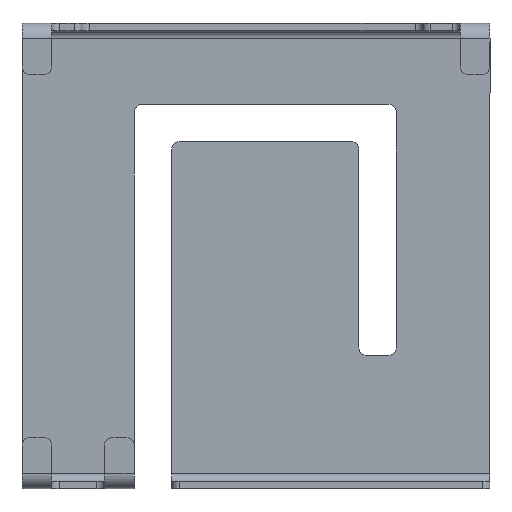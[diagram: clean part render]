
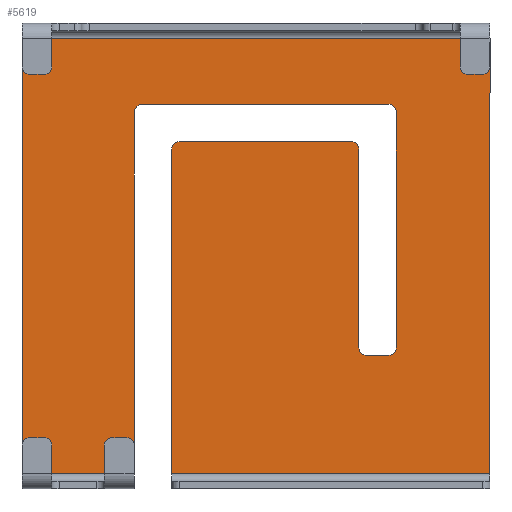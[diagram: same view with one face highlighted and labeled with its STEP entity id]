
A CAD part, front view. The second image highlights one B-rep face of the part: STEP entity #5619.
In plain terms, the highlighted planar face has unit normal (0, -1, 0).
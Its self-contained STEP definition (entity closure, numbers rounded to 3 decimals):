
#223 = VERTEX_POINT ( 'NONE', #16629 ) ;
#306 = ORIENTED_EDGE ( 'NONE', *, *, #4092, .F. ) ;
#325 = LINE ( 'NONE', #9503, #5510 ) ;
#395 = CARTESIAN_POINT ( 'NONE',  ( -2.25, 3.129, 2.85 ) ) ;
#415 = DIRECTION ( 'NONE',  ( 0., -1., 0. ) ) ;
#559 = CARTESIAN_POINT ( 'NONE',  ( -2.25, 3.129, -5.814 ) ) ;
#728 = EDGE_CURVE ( 'NONE', #2662, #9984, #778, .T. ) ;
#775 = EDGE_CURVE ( 'NONE', #10027, #7378, #10843, .T. ) ;
#778 = CIRCLE ( 'NONE', #3284, 0.2 ) ;
#785 = EDGE_LOOP ( 'NONE', ( #1453, #12220, #14839, #11803, #3427, #1954, #6454, #16651, #9657, #12251, #5056, #306, #7135, #13242, #14199, #1966, #10006, #6084 ) ) ;
#923 = VERTEX_POINT ( 'NONE', #15954 ) ;
#995 = VERTEX_POINT ( 'NONE', #13423 ) ;
#1095 = CARTESIAN_POINT ( 'NONE',  ( -2.25, 3.129, 2.85 ) ) ;
#1101 = CARTESIAN_POINT ( 'NONE',  ( -2.05, 3.129, 3.05 ) ) ;
#1366 = CARTESIAN_POINT ( 'NONE',  ( -2.05, 3.129, 2.85 ) ) ;
#1453 = ORIENTED_EDGE ( 'NONE', *, *, #5900, .F. ) ;
#1591 = CARTESIAN_POINT ( 'NONE',  ( 3.55, 3.129, -2.65 ) ) ;
#1727 = EDGE_CURVE ( 'NONE', #13134, #2662, #9555, .T. ) ;
#1772 = LINE ( 'NONE', #7087, #7612 ) ;
#1954 = ORIENTED_EDGE ( 'NONE', *, *, #775, .F. ) ;
#1966 = ORIENTED_EDGE ( 'NONE', *, *, #4037, .F. ) ;
#1994 = CARTESIAN_POINT ( 'NONE',  ( 6.25, 3.129, -6.75 ) ) ;
#2511 = EDGE_CURVE ( 'NONE', #5483, #923, #3278, .T. ) ;
#2662 = VERTEX_POINT ( 'NONE', #7379 ) ;
#2701 = CARTESIAN_POINT ( 'NONE',  ( -4.25, 3.129, -5.814 ) ) ;
#2767 = CARTESIAN_POINT ( 'NONE',  ( 2.55, 3.129, 2.85 ) ) ;
#2775 = VECTOR ( 'NONE', #8302, 1000. ) ;
#2846 = DIRECTION ( 'NONE',  ( 0., -1., 0. ) ) ;
#3186 = LINE ( 'NONE', #7022, #8988 ) ;
#3266 = DIRECTION ( 'NONE',  ( -1., 0., 0. ) ) ;
#3278 = CIRCLE ( 'NONE', #12218, 0.2 ) ;
#3284 = AXIS2_PLACEMENT_3D ( 'NONE', #10025, #4495, #8443 ) ;
#3427 = ORIENTED_EDGE ( 'NONE', *, *, #6904, .F. ) ;
#3475 = EDGE_CURVE ( 'NONE', #4009, #4947, #13616, .T. ) ;
#3797 = EDGE_CURVE ( 'NONE', #223, #11852, #325, .T. ) ;
#4009 = VERTEX_POINT ( 'NONE', #14653 ) ;
#4023 = LINE ( 'NONE', #13290, #5369 ) ;
#4037 = EDGE_CURVE ( 'NONE', #12555, #8690, #7481, .T. ) ;
#4092 = EDGE_CURVE ( 'NONE', #7210, #4462, #6639, .T. ) ;
#4142 = DIRECTION ( 'NONE',  ( 1., 0., 0. ) ) ;
#4177 = DIRECTION ( 'NONE',  ( -1., 0., 0. ) ) ;
#4197 = LINE ( 'NONE', #10697, #2775 ) ;
#4304 = PLANE ( 'NONE',  #16158 ) ;
#4349 = DIRECTION ( 'NONE',  ( 1., 0., 0. ) ) ;
#4389 = AXIS2_PLACEMENT_3D ( 'NONE', #15352, #415, #15437 ) ;
#4462 = VERTEX_POINT ( 'NONE', #7058 ) ;
#4495 = DIRECTION ( 'NONE',  ( 0., -1., 0. ) ) ;
#4914 = CARTESIAN_POINT ( 'NONE',  ( -4.25, 3.129, 5.814 ) ) ;
#4947 = VERTEX_POINT ( 'NONE', #559 ) ;
#5034 = VECTOR ( 'NONE', #10375, 1000. ) ;
#5056 = ORIENTED_EDGE ( 'NONE', *, *, #13749, .F. ) ;
#5082 = DIRECTION ( 'NONE',  ( 0., -1., 0. ) ) ;
#5369 = VECTOR ( 'NONE', #4349, 1000. ) ;
#5482 = LINE ( 'NONE', #10849, #6797 ) ;
#5483 = VERTEX_POINT ( 'NONE', #7388 ) ;
#5510 = VECTOR ( 'NONE', #12213, 1000. ) ;
#5619 = ADVANCED_FACE ( 'NONE', ( #7109 ), #4304, .F. ) ;
#5621 = EDGE_CURVE ( 'NONE', #4947, #12555, #12366, .T. ) ;
#5705 = EDGE_CURVE ( 'NONE', #8690, #5483, #15300, .T. ) ;
#5900 = EDGE_CURVE ( 'NONE', #995, #4009, #13973, .T. ) ;
#6084 = ORIENTED_EDGE ( 'NONE', *, *, #3475, .F. ) ;
#6288 = CARTESIAN_POINT ( 'NONE',  ( 2.75, 3.129, -2.45 ) ) ;
#6396 = CARTESIAN_POINT ( 'NONE',  ( 3.55, 3.129, -2.45 ) ) ;
#6413 = LINE ( 'NONE', #4914, #5034 ) ;
#6454 = ORIENTED_EDGE ( 'NONE', *, *, #15776, .F. ) ;
#6639 = CIRCLE ( 'NONE', #7764, 0.2 ) ;
#6797 = VECTOR ( 'NONE', #4177, 1000. ) ;
#6904 = EDGE_CURVE ( 'NONE', #7378, #16244, #4197, .T. ) ;
#6995 = DIRECTION ( 'NONE',  ( 1., 0., 0. ) ) ;
#7022 = CARTESIAN_POINT ( 'NONE',  ( -4.25, 3.129, -5.814 ) ) ;
#7023 = DIRECTION ( 'NONE',  ( 0., 0., 1. ) ) ;
#7058 = CARTESIAN_POINT ( 'NONE',  ( 2.95, 3.129, -2.65 ) ) ;
#7087 = CARTESIAN_POINT ( 'NONE',  ( 2.75, 3.129, -2.45 ) ) ;
#7109 = FACE_OUTER_BOUND ( 'NONE', #785, .T. ) ;
#7135 = ORIENTED_EDGE ( 'NONE', *, *, #13514, .F. ) ;
#7210 = VERTEX_POINT ( 'NONE', #6288 ) ;
#7257 = CARTESIAN_POINT ( 'NONE',  ( 2.55, 3.129, 3.05 ) ) ;
#7378 = VERTEX_POINT ( 'NONE', #12398 ) ;
#7379 = CARTESIAN_POINT ( 'NONE',  ( 3.75, 3.129, 3.85 ) ) ;
#7388 = CARTESIAN_POINT ( 'NONE',  ( 2.55, 3.129, 3.05 ) ) ;
#7481 = CIRCLE ( 'NONE', #17246, 0.2 ) ;
#7612 = VECTOR ( 'NONE', #12426, 1000. ) ;
#7714 = DIRECTION ( 'NONE',  ( -1., 0., 0. ) ) ;
#7764 = AXIS2_PLACEMENT_3D ( 'NONE', #13507, #2846, #4142 ) ;
#7795 = VECTOR ( 'NONE', #16495, 1000. ) ;
#8087 = DIRECTION ( 'NONE',  ( 0., 1., 0. ) ) ;
#8234 = CARTESIAN_POINT ( 'NONE',  ( 3.75, 3.129, 3.85 ) ) ;
#8302 = DIRECTION ( 'NONE',  ( 0., 0., -1. ) ) ;
#8443 = DIRECTION ( 'NONE',  ( -1., 0., 0. ) ) ;
#8690 = VERTEX_POINT ( 'NONE', #1101 ) ;
#8692 = EDGE_CURVE ( 'NONE', #995, #11852, #6413, .T. ) ;
#8988 = VECTOR ( 'NONE', #3266, 1000. ) ;
#9000 = CARTESIAN_POINT ( 'NONE',  ( -3.05, 3.129, 4.05 ) ) ;
#9156 = VECTOR ( 'NONE', #9470, 1000. ) ;
#9390 = CARTESIAN_POINT ( 'NONE',  ( -6.25, 3.129, 5.814 ) ) ;
#9442 = CARTESIAN_POINT ( 'NONE',  ( 3.75, 3.129, -2.45 ) ) ;
#9470 = DIRECTION ( 'NONE',  ( 0., 0., 1. ) ) ;
#9503 = CARTESIAN_POINT ( 'NONE',  ( -6.25, 3.129, 10.05 ) ) ;
#9555 = LINE ( 'NONE', #8234, #9156 ) ;
#9649 = DIRECTION ( 'NONE',  ( 0., 1., 0. ) ) ;
#9657 = ORIENTED_EDGE ( 'NONE', *, *, #1727, .F. ) ;
#9734 = DIRECTION ( 'NONE',  ( 0., 1., 0. ) ) ;
#9801 = EDGE_CURVE ( 'NONE', #16144, #13134, #10919, .T. ) ;
#9964 = CARTESIAN_POINT ( 'NONE',  ( 3.55, 3.129, 4.05 ) ) ;
#9984 = VERTEX_POINT ( 'NONE', #9964 ) ;
#10006 = ORIENTED_EDGE ( 'NONE', *, *, #5621, .F. ) ;
#10025 = CARTESIAN_POINT ( 'NONE',  ( 3.55, 3.129, 3.85 ) ) ;
#10027 = VERTEX_POINT ( 'NONE', #9000 ) ;
#10375 = DIRECTION ( 'NONE',  ( -1., 0., 0. ) ) ;
#10697 = CARTESIAN_POINT ( 'NONE',  ( -3.25, 3.129, -10.05 ) ) ;
#10843 = CIRCLE ( 'NONE', #4389, 0.2 ) ;
#10849 = CARTESIAN_POINT ( 'NONE',  ( -3.05, 3.129, 4.05 ) ) ;
#10919 = CIRCLE ( 'NONE', #13983, 0.2 ) ;
#11464 = CARTESIAN_POINT ( 'NONE',  ( -3.25, 3.129, -5.814 ) ) ;
#11803 = ORIENTED_EDGE ( 'NONE', *, *, #11929, .F. ) ;
#11852 = VERTEX_POINT ( 'NONE', #9390 ) ;
#11929 = EDGE_CURVE ( 'NONE', #16244, #223, #3186, .T. ) ;
#12213 = DIRECTION ( 'NONE',  ( 0., 0., 1. ) ) ;
#12218 = AXIS2_PLACEMENT_3D ( 'NONE', #2767, #8087, #13167 ) ;
#12220 = ORIENTED_EDGE ( 'NONE', *, *, #8692, .T. ) ;
#12251 = ORIENTED_EDGE ( 'NONE', *, *, #9801, .F. ) ;
#12366 = LINE ( 'NONE', #395, #14772 ) ;
#12398 = CARTESIAN_POINT ( 'NONE',  ( -3.25, 3.129, 3.85 ) ) ;
#12426 = DIRECTION ( 'NONE',  ( 0., 0., -1. ) ) ;
#12444 = DIRECTION ( 'NONE',  ( 0., 0., 1. ) ) ;
#12555 = VERTEX_POINT ( 'NONE', #1095 ) ;
#12624 = CARTESIAN_POINT ( 'NONE',  ( -4.25, 3.129, -8.05 ) ) ;
#13134 = VERTEX_POINT ( 'NONE', #9442 ) ;
#13167 = DIRECTION ( 'NONE',  ( -1., 0., 0. ) ) ;
#13242 = ORIENTED_EDGE ( 'NONE', *, *, #2511, .F. ) ;
#13290 = CARTESIAN_POINT ( 'NONE',  ( 3.55, 3.129, -2.65 ) ) ;
#13423 = CARTESIAN_POINT ( 'NONE',  ( 6.25, 3.129, 5.814 ) ) ;
#13507 = CARTESIAN_POINT ( 'NONE',  ( 2.95, 3.129, -2.45 ) ) ;
#13514 = EDGE_CURVE ( 'NONE', #923, #7210, #1772, .T. ) ;
#13616 = LINE ( 'NONE', #2701, #16131 ) ;
#13654 = VECTOR ( 'NONE', #6995, 1000. ) ;
#13749 = EDGE_CURVE ( 'NONE', #4462, #16144, #4023, .T. ) ;
#13973 = LINE ( 'NONE', #1994, #7795 ) ;
#13983 = AXIS2_PLACEMENT_3D ( 'NONE', #6396, #5082, #7714 ) ;
#14199 = ORIENTED_EDGE ( 'NONE', *, *, #5705, .F. ) ;
#14653 = CARTESIAN_POINT ( 'NONE',  ( 6.25, 3.129, -5.814 ) ) ;
#14772 = VECTOR ( 'NONE', #12444, 1000. ) ;
#14839 = ORIENTED_EDGE ( 'NONE', *, *, #3797, .F. ) ;
#14930 = DIRECTION ( 'NONE',  ( -1., 0., 0. ) ) ;
#15156 = DIRECTION ( 'NONE',  ( -1., 0., 0. ) ) ;
#15300 = LINE ( 'NONE', #7257, #13654 ) ;
#15352 = CARTESIAN_POINT ( 'NONE',  ( -3.05, 3.129, 3.85 ) ) ;
#15437 = DIRECTION ( 'NONE',  ( -1., 0., 0. ) ) ;
#15776 = EDGE_CURVE ( 'NONE', #9984, #10027, #5482, .T. ) ;
#15954 = CARTESIAN_POINT ( 'NONE',  ( 2.75, 3.129, 2.85 ) ) ;
#16131 = VECTOR ( 'NONE', #14930, 1000. ) ;
#16144 = VERTEX_POINT ( 'NONE', #1591 ) ;
#16158 = AXIS2_PLACEMENT_3D ( 'NONE', #12624, #9649, #7023 ) ;
#16244 = VERTEX_POINT ( 'NONE', #11464 ) ;
#16495 = DIRECTION ( 'NONE',  ( 0., 0., -1. ) ) ;
#16629 = CARTESIAN_POINT ( 'NONE',  ( -6.25, 3.129, -5.814 ) ) ;
#16651 = ORIENTED_EDGE ( 'NONE', *, *, #728, .F. ) ;
#17246 = AXIS2_PLACEMENT_3D ( 'NONE', #1366, #9734, #15156 ) ;
